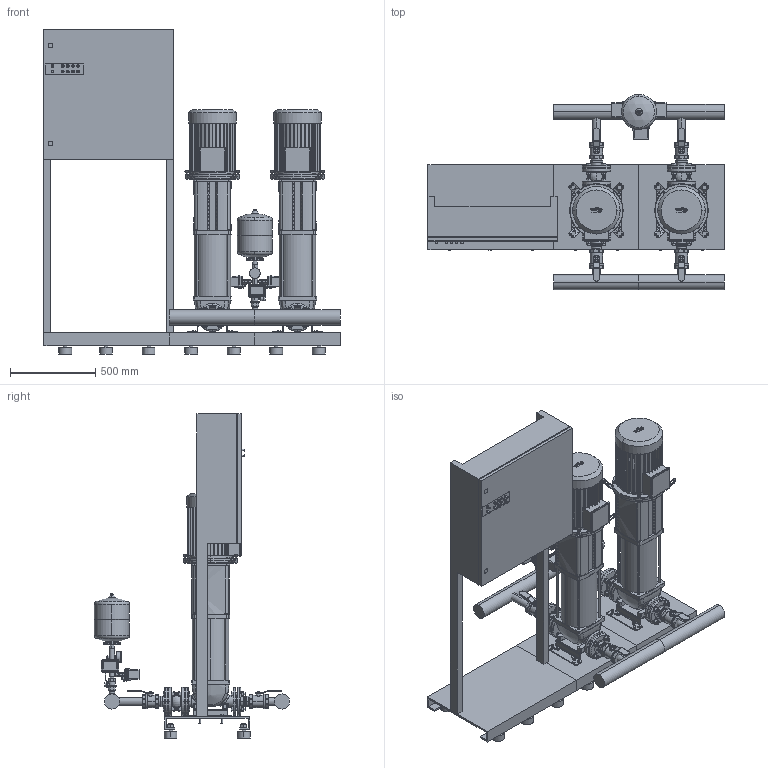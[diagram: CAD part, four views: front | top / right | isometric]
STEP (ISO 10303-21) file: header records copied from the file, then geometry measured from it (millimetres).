
FILE_DESCRIPTION((''),'2;1');
FILE_NAME('3d_FLA-2HELIXV2207_K-01PN16-2534436.stp','2013-07-05T14:25:36',(''),(''),'Mechanical Desktop 2009','Mechanical Desktop 2009',', , ');
FILE_SCHEMA(('CONFIG_CONTROL_DESIGN'));
Length unit declared in the file: millimetre
Products named in the file (1): Product
Bounding box: 1740 x 1147.45 x 1905 mm (x, y, z)
Volume: 268954723 mm3; surface area: 12964794.1 mm2
Topology: 149 solids, 149 shells, 4809 faces, 11939 edges, 7748 vertices
Faces by surface type: plane 1802, bspline 1689, cylinder 971, cone 183, torus 158, sphere 6
Entity records: 160875 total; most frequent: CARTESIAN_POINT 48485, ORIENTED_EDGE 23862, DIRECTION 21561, EDGE_CURVE 11931, VECTOR 7745, LINE 7745, VERTEX_POINT 7744, AXIS2_PLACEMENT_3D 6908
